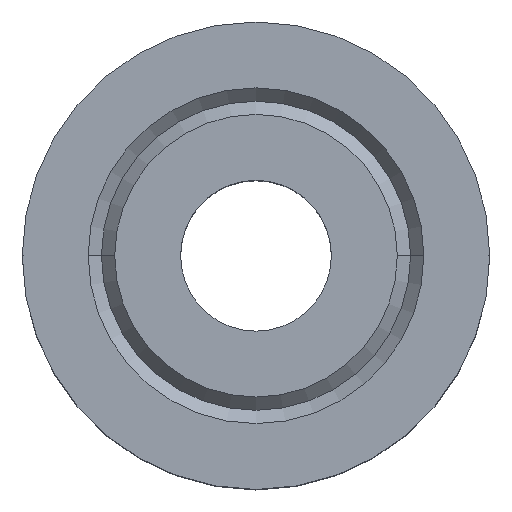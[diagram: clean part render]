
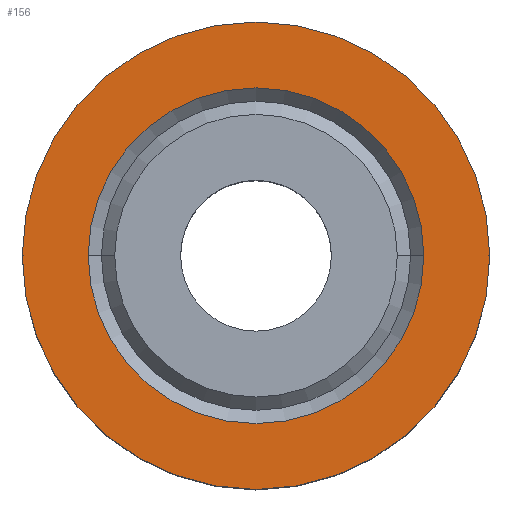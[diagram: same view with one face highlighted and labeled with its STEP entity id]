
A CAD part, top view. The second image highlights one B-rep face of the part: STEP entity #156.
In plain terms, the highlighted planar face has unit normal (0, 0, 1).
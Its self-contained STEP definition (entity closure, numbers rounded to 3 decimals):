
#16 = FACE_OUTER_BOUND ( 'NONE', #450, .T. ) ;
#20 = EDGE_CURVE ( 'NONE', #357, #218, #196, .T. ) ;
#21 = DIRECTION ( 'NONE',  ( 0., 0., -1. ) ) ;
#36 = EDGE_CURVE ( 'NONE', #541, #76, #51, .T. ) ;
#41 = DIRECTION ( 'NONE',  ( 1., 0., 0. ) ) ;
#51 = CIRCLE ( 'NONE', #393, 7.75 ) ;
#61 = DIRECTION ( 'NONE',  ( 0., 0., 1. ) ) ;
#76 = VERTEX_POINT ( 'NONE', #483 ) ;
#101 = AXIS2_PLACEMENT_3D ( 'NONE', #374, #513, #41 ) ;
#119 = CIRCLE ( 'NONE', #536, 5.565 ) ;
#129 = ORIENTED_EDGE ( 'NONE', *, *, #36, .T. ) ;
#156 = ADVANCED_FACE ( 'NONE', ( #433, #16 ), #204, .F. ) ;
#196 = CIRCLE ( 'NONE', #300, 5.565 ) ;
#204 = PLANE ( 'NONE',  #371 ) ;
#206 = DIRECTION ( 'NONE',  ( 1., 0., 0. ) ) ;
#218 = VERTEX_POINT ( 'NONE', #573 ) ;
#296 = DIRECTION ( 'NONE',  ( 0., 0., 1. ) ) ;
#299 = DIRECTION ( 'NONE',  ( -1., 0., 0. ) ) ;
#300 = AXIS2_PLACEMENT_3D ( 'NONE', #485, #61, #206 ) ;
#306 = DIRECTION ( 'NONE',  ( 0., 0., 1. ) ) ;
#335 = CARTESIAN_POINT ( 'NONE',  ( 0., 0., 0. ) ) ;
#340 = DIRECTION ( 'NONE',  ( 1., 0., 0. ) ) ;
#357 = VERTEX_POINT ( 'NONE', #397 ) ;
#371 = AXIS2_PLACEMENT_3D ( 'NONE', #529, #21, #299 ) ;
#374 = CARTESIAN_POINT ( 'NONE',  ( 0., 0., 0. ) ) ;
#393 = AXIS2_PLACEMENT_3D ( 'NONE', #335, #296, #340 ) ;
#397 = CARTESIAN_POINT ( 'NONE',  ( 5.565, 0., 0. ) ) ;
#417 = EDGE_CURVE ( 'NONE', #218, #357, #119, .T. ) ;
#422 = CARTESIAN_POINT ( 'NONE',  ( -7.75, 0., 0. ) ) ;
#433 = FACE_BOUND ( 'NONE', #550, .T. ) ;
#448 = CARTESIAN_POINT ( 'NONE',  ( 0., 0., 0. ) ) ;
#450 = EDGE_LOOP ( 'NONE', ( #461, #129 ) ) ;
#461 = ORIENTED_EDGE ( 'NONE', *, *, #507, .T. ) ;
#483 = CARTESIAN_POINT ( 'NONE',  ( 7.75, 0., 0. ) ) ;
#485 = CARTESIAN_POINT ( 'NONE',  ( 0., 0., 0. ) ) ;
#489 = CIRCLE ( 'NONE', #101, 7.75 ) ;
#501 = DIRECTION ( 'NONE',  ( 1., 0., 0. ) ) ;
#507 = EDGE_CURVE ( 'NONE', #76, #541, #489, .T. ) ;
#513 = DIRECTION ( 'NONE',  ( 0., 0., 1. ) ) ;
#529 = CARTESIAN_POINT ( 'NONE',  ( 0., 5.565, 0. ) ) ;
#536 = AXIS2_PLACEMENT_3D ( 'NONE', #448, #306, #501 ) ;
#541 = VERTEX_POINT ( 'NONE', #422 ) ;
#546 = ORIENTED_EDGE ( 'NONE', *, *, #417, .F. ) ;
#550 = EDGE_LOOP ( 'NONE', ( #558, #546 ) ) ;
#558 = ORIENTED_EDGE ( 'NONE', *, *, #20, .F. ) ;
#573 = CARTESIAN_POINT ( 'NONE',  ( -5.565, 0., 0. ) ) ;
